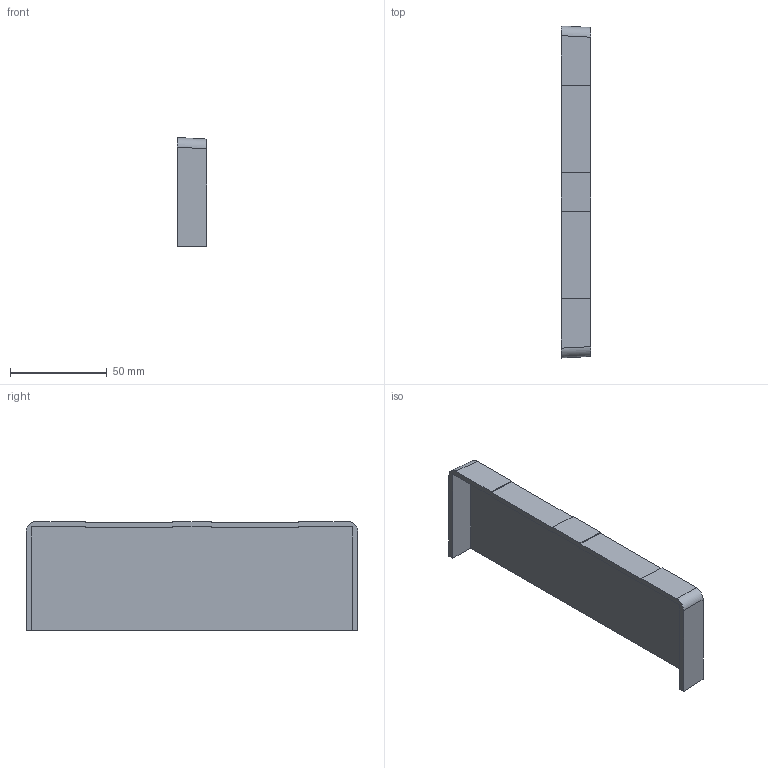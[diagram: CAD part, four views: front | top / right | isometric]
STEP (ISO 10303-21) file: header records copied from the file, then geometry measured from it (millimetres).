
FILE_DESCRIPTION (( 'STEP AP214' ), '1' );
FILE_NAME ('6113474.stp', '2016-04-29T07:07:42', ( '' ), ( '' ), 'SwSTEP 2.0', 'SolidWorks 2014', '' );
FILE_SCHEMA (( 'AUTOMOTIVE_DESIGN' ));
Length unit declared in the file: millimetre
Products named in the file (2): 6113474; 075001_Standard
Assembly tree (1 placements, depth 2):
  6113474
    075001_Standard
Bounding box: 15 x 171.57 x 56.29 mm (x, y, z)
Volume: 27484.6 mm3; surface area: 27169.8 mm2
Topology: 1 solids, 1 shells, 28 faces, 78 edges, 52 vertices
Faces by surface type: plane 26, cylinder 2
Entity records: 948 total; most frequent: CARTESIAN_POINT 174, ORIENTED_EDGE 156, DIRECTION 138, EDGE_CURVE 78, VECTOR 74, LINE 74, VERTEX_POINT 52, AXIS2_PLACEMENT_3D 32
